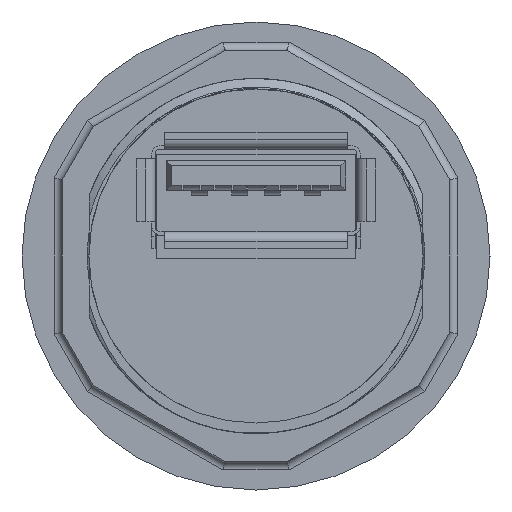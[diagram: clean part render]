
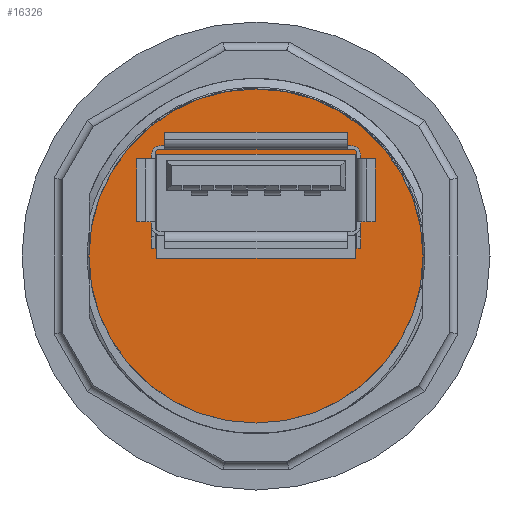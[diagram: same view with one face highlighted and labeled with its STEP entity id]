
A CAD part, front view. The second image highlights one B-rep face of the part: STEP entity #16326.
In plain terms, the highlighted planar face has unit normal (0, -1, 0).
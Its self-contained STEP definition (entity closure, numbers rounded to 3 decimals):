
#647=FACE_BOUND($,#2004,.T.);
#648=FACE_BOUND($,#2005,.T.);
#649=FACE_BOUND($,#2006,.T.);
#711=CIRCLE($,#17224,0.3);
#712=CIRCLE($,#17225,0.3);
#713=CIRCLE($,#17226,0.6);
#714=CIRCLE($,#17227,0.6);
#715=CIRCLE($,#17228,10.35);
#2004=EDGE_LOOP($,(#10718,#10719,#10720,#10721,#10722,#10723,#10724,#10725,
#10726,#10727,#10728,#10729));
#2005=EDGE_LOOP($,(#10730,#10731,#10732,#10733));
#2006=EDGE_LOOP($,(#10734));
#2967=LINE($,#22728,#4787);
#2968=LINE($,#22732,#4788);
#2969=LINE($,#22736,#4789);
#2970=LINE($,#22738,#4790);
#2971=LINE($,#22740,#4791);
#2972=LINE($,#22744,#4792);
#2973=LINE($,#22748,#4793);
#2974=LINE($,#22749,#4794);
#2975=LINE($,#22752,#4795);
#2976=LINE($,#22754,#4796);
#2977=LINE($,#22756,#4797);
#2978=LINE($,#22757,#4798);
#4787=VECTOR($,#18458,5.85);
#4788=VECTOR($,#18461,11.9);
#4789=VECTOR($,#18464,5.85);
#4790=VECTOR($,#18465,0.23);
#4791=VECTOR($,#18466,5.78);
#4792=VECTOR($,#18469,11.76);
#4793=VECTOR($,#18472,5.78);
#4794=VECTOR($,#18473,0.23);
#4795=VECTOR($,#18474,6.47);
#4796=VECTOR($,#18475,12.3);
#4797=VECTOR($,#18476,6.47);
#4798=VECTOR($,#18477,12.3);
#6607=VERTEX_POINT($,#22726);
#6608=VERTEX_POINT($,#22727);
#6609=VERTEX_POINT($,#22729);
#6610=VERTEX_POINT($,#22731);
#6611=VERTEX_POINT($,#22733);
#6612=VERTEX_POINT($,#22735);
#6613=VERTEX_POINT($,#22737);
#6614=VERTEX_POINT($,#22739);
#6615=VERTEX_POINT($,#22741);
#6616=VERTEX_POINT($,#22743);
#6617=VERTEX_POINT($,#22745);
#6618=VERTEX_POINT($,#22747);
#6619=VERTEX_POINT($,#22750);
#6620=VERTEX_POINT($,#22751);
#6621=VERTEX_POINT($,#22753);
#6622=VERTEX_POINT($,#22755);
#6623=VERTEX_POINT($,#22758);
#8210=EDGE_CURVE($,#6607,#6608,#2967,.T.);
#8211=EDGE_CURVE($,#6609,#6607,#711,.T.);
#8212=EDGE_CURVE($,#6610,#6609,#2968,.T.);
#8213=EDGE_CURVE($,#6611,#6610,#712,.T.);
#8214=EDGE_CURVE($,#6612,#6611,#2969,.T.);
#8215=EDGE_CURVE($,#6613,#6612,#2970,.T.);
#8216=EDGE_CURVE($,#6614,#6613,#2971,.T.);
#8217=EDGE_CURVE($,#6615,#6614,#713,.T.);
#8218=EDGE_CURVE($,#6616,#6615,#2972,.T.);
#8219=EDGE_CURVE($,#6617,#6616,#714,.T.);
#8220=EDGE_CURVE($,#6618,#6617,#2973,.T.);
#8221=EDGE_CURVE($,#6608,#6618,#2974,.T.);
#8222=EDGE_CURVE($,#6619,#6620,#2975,.T.);
#8223=EDGE_CURVE($,#6621,#6619,#2976,.T.);
#8224=EDGE_CURVE($,#6622,#6621,#2977,.T.);
#8225=EDGE_CURVE($,#6620,#6622,#2978,.T.);
#8226=EDGE_CURVE($,#6623,#6623,#715,.T.);
#10718=ORIENTED_EDGE($,*,*,#8210,.F.);
#10719=ORIENTED_EDGE($,*,*,#8211,.F.);
#10720=ORIENTED_EDGE($,*,*,#8212,.F.);
#10721=ORIENTED_EDGE($,*,*,#8213,.F.);
#10722=ORIENTED_EDGE($,*,*,#8214,.F.);
#10723=ORIENTED_EDGE($,*,*,#8215,.F.);
#10724=ORIENTED_EDGE($,*,*,#8216,.F.);
#10725=ORIENTED_EDGE($,*,*,#8217,.F.);
#10726=ORIENTED_EDGE($,*,*,#8218,.F.);
#10727=ORIENTED_EDGE($,*,*,#8219,.F.);
#10728=ORIENTED_EDGE($,*,*,#8220,.F.);
#10729=ORIENTED_EDGE($,*,*,#8221,.F.);
#10730=ORIENTED_EDGE($,*,*,#8222,.F.);
#10731=ORIENTED_EDGE($,*,*,#8223,.F.);
#10732=ORIENTED_EDGE($,*,*,#8224,.F.);
#10733=ORIENTED_EDGE($,*,*,#8225,.F.);
#10734=ORIENTED_EDGE($,*,*,#8226,.F.);
#15776=PLANE($,#17223);
#16326=ADVANCED_FACE($,(#647,#648,#649),#15776,.T.);
#17223=AXIS2_PLACEMENT_3D($,#22725,#18456,#18457);
#17224=AXIS2_PLACEMENT_3D($,#22730,#18459,#18460);
#17225=AXIS2_PLACEMENT_3D($,#22734,#18462,#18463);
#17226=AXIS2_PLACEMENT_3D($,#22742,#18467,#18468);
#17227=AXIS2_PLACEMENT_3D($,#22746,#18470,#18471);
#17228=AXIS2_PLACEMENT_3D($,#22759,#18478,#18479);
#18456=DIRECTION('center_axis',(0.,-1.,0.));
#18457=DIRECTION('ref_axis',(0.,0.,-1.));
#18458=DIRECTION($,(0.,0.,-1.));
#18459=DIRECTION('center_axis',(0.,1.,0.));
#18460=DIRECTION('ref_axis',(0.707,0.,0.707));
#18461=DIRECTION($,(1.,0.,0.));
#18462=DIRECTION('center_axis',(0.,1.,0.));
#18463=DIRECTION('ref_axis',(-0.707,0.,0.707));
#18464=DIRECTION($,(0.,0.,1.));
#18465=DIRECTION($,(1.,0.,0.));
#18466=DIRECTION($,(0.,0.,-1.));
#18467=DIRECTION('center_axis',(0.,-1.,0.));
#18468=DIRECTION('ref_axis',(-0.707,0.,0.707));
#18469=DIRECTION($,(-1.,0.,0.));
#18470=DIRECTION('center_axis',(0.,-1.,0.));
#18471=DIRECTION('ref_axis',(0.707,0.,0.707));
#18472=DIRECTION($,(0.,0.,1.));
#18473=DIRECTION($,(1.,0.,0.));
#18474=DIRECTION($,(0.,0.,1.));
#18475=DIRECTION($,(1.,0.,0.));
#18476=DIRECTION($,(0.,0.,-1.));
#18477=DIRECTION($,(-1.,0.,0.));
#18478=DIRECTION('center_axis',(0.,1.,0.));
#18479=DIRECTION('ref_axis',(-1.,0.,0.));
#22725=CARTESIAN_POINT('Origin',(45.61,13.5,-15.992));
#22726=CARTESIAN_POINT('',(61.785,13.5,-9.672));
#22727=CARTESIAN_POINT('',(61.785,13.5,-15.522));
#22728=CARTESIAN_POINT($,(61.785,13.5,-15.082));
#22729=CARTESIAN_POINT('',(61.485,13.5,-9.372));
#22730=CARTESIAN_POINT('Origin',(61.485,13.5,-9.672));
#22731=CARTESIAN_POINT('',(49.585,13.5,-9.372));
#22732=CARTESIAN_POINT($,(53.548,13.5,-9.372));
#22733=CARTESIAN_POINT('',(49.285,13.5,-9.672));
#22734=CARTESIAN_POINT('Origin',(49.585,13.5,-9.672));
#22735=CARTESIAN_POINT('',(49.285,13.5,-15.522));
#22736=CARTESIAN_POINT($,(49.285,13.5,-15.047));
#22737=CARTESIAN_POINT('',(49.055,13.5,-15.522));
#22738=CARTESIAN_POINT($,(50.573,13.5,-15.522));
#22739=CARTESIAN_POINT('',(49.055,13.5,-9.742));
#22740=CARTESIAN_POINT($,(49.055,13.5,-15.757));
#22741=CARTESIAN_POINT('',(49.655,13.5,-9.142));
#22742=CARTESIAN_POINT('Origin',(49.655,13.5,-9.742));
#22743=CARTESIAN_POINT('',(61.415,13.5,-9.142));
#22744=CARTESIAN_POINT($,(53.513,13.5,-9.142));
#22745=CARTESIAN_POINT('',(62.015,13.5,-9.742));
#22746=CARTESIAN_POINT('Origin',(61.415,13.5,-9.742));
#22747=CARTESIAN_POINT('',(62.015,13.5,-15.522));
#22748=CARTESIAN_POINT($,(62.015,13.5,-15.047));
#22749=CARTESIAN_POINT($,(50.573,13.5,-15.522));
#22750=CARTESIAN_POINT('',(61.685,13.5,-16.142));
#22751=CARTESIAN_POINT('',(61.685,13.5,-9.672));
#22752=CARTESIAN_POINT($,(61.685,13.5,-13.667));
#22753=CARTESIAN_POINT('',(49.385,13.5,-16.142));
#22754=CARTESIAN_POINT($,(53.548,13.5,-16.142));
#22755=CARTESIAN_POINT('',(49.385,13.5,-9.672));
#22756=CARTESIAN_POINT($,(49.385,13.5,-16.067));
#22757=CARTESIAN_POINT($,(47.598,13.5,-9.672));
#22758=CARTESIAN_POINT('',(45.185,13.5,-15.992));
#22759=CARTESIAN_POINT('Origin',(55.535,13.5,-15.992));
